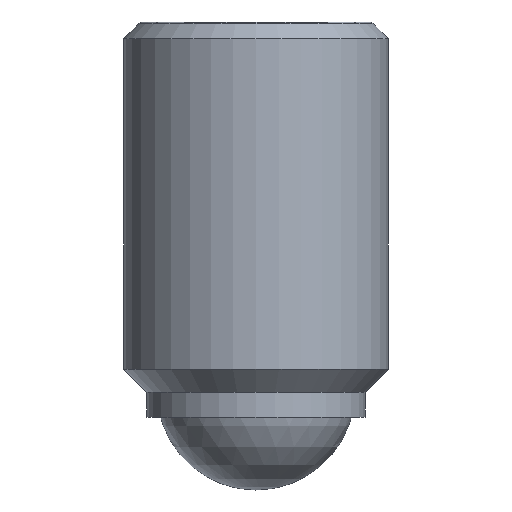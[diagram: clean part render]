
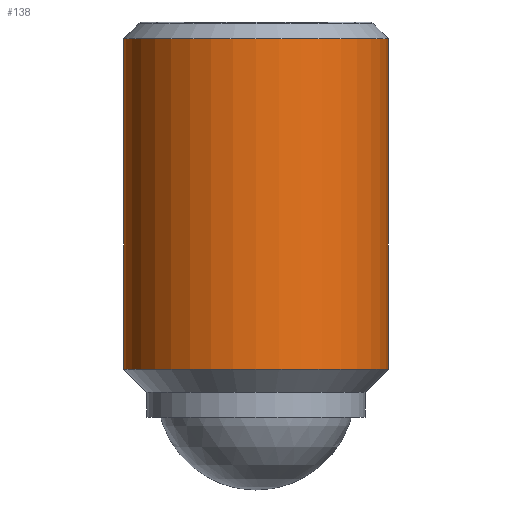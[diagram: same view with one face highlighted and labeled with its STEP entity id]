
A CAD part, front view. The second image highlights one B-rep face of the part: STEP entity #138.
In plain terms, the highlighted cylindrical face has radius 8 mm (diameter 16 mm), a partial arc.
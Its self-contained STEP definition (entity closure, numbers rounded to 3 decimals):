
#138=ADVANCED_FACE('',(#357),#358,.T.);
#222=EDGE_CURVE('',#288,#274,#456,.T.);
#240=EDGE_CURVE('',#274,#320,#474,.T.);
#244=EDGE_CURVE('',#272,#320,#478,.T.);
#272=VERTEX_POINT('',#508);
#274=VERTEX_POINT('',#510);
#288=VERTEX_POINT('',#525);
#316=EDGE_CURVE('',#272,#288,#554,.T.);
#320=VERTEX_POINT('',#558);
#357=FACE_OUTER_BOUND('',#589,.T.);
#358=CYLINDRICAL_SURFACE('',#590,8.0);
#456=CIRCLE('',#744,8.0);
#474=LINE('',#771,#772);
#478=CIRCLE('',#779,8.0);
#508=CARTESIAN_POINT('',(-8.,0.,-21.0));
#510=CARTESIAN_POINT('',(8.,0.,-1.));
#525=CARTESIAN_POINT('',(-8.,0.,-1.));
#554=LINE('',#905,#906);
#558=CARTESIAN_POINT('',(8.,0.,-21.0));
#589=EDGE_LOOP('',(#940,#941,#942,#943));
#590=AXIS2_PLACEMENT_3D('',#944,#945,#946);
#744=AXIS2_PLACEMENT_3D('',#1077,#1078,#1079);
#771=CARTESIAN_POINT('',(8.,0.,-11.0));
#772=VECTOR('',#1094,1.0);
#779=AXIS2_PLACEMENT_3D('',#1096,#1097,#1098);
#905=CARTESIAN_POINT('',(-8.,0.,-11.0));
#906=VECTOR('',#1160,1.0);
#940=ORIENTED_EDGE('',*,*,#316,.F.);
#941=ORIENTED_EDGE('',*,*,#244,.T.);
#942=ORIENTED_EDGE('',*,*,#240,.F.);
#943=ORIENTED_EDGE('',*,*,#222,.F.);
#944=CARTESIAN_POINT('',(0.,0.,-11.0));
#945=DIRECTION('',(-0.0,-0.0,-1.0));
#946=DIRECTION('',(-1.0,0.,0.0));
#1077=CARTESIAN_POINT('',(0.,0.,-1.));
#1078=DIRECTION('',(0.0,0.0,1.0));
#1079=DIRECTION('',(-1.0,0.,0.0));
#1094=DIRECTION('',(-0.0,-0.0,-1.0));
#1096=CARTESIAN_POINT('',(0.,0.,-21.0));
#1097=DIRECTION('',(0.0,0.0,1.0));
#1098=DIRECTION('',(-1.0,0.,0.0));
#1160=DIRECTION('',(0.0,0.0,1.0));
